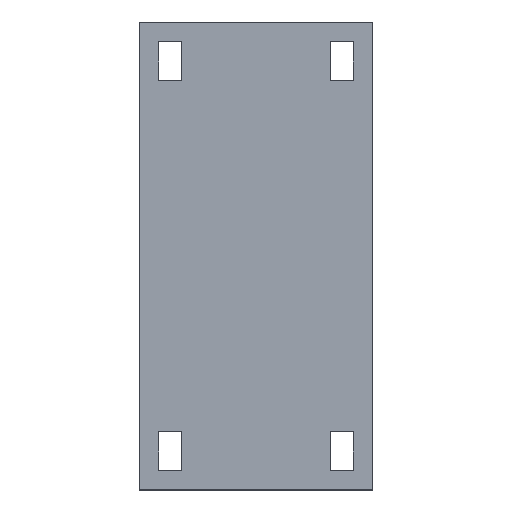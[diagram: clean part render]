
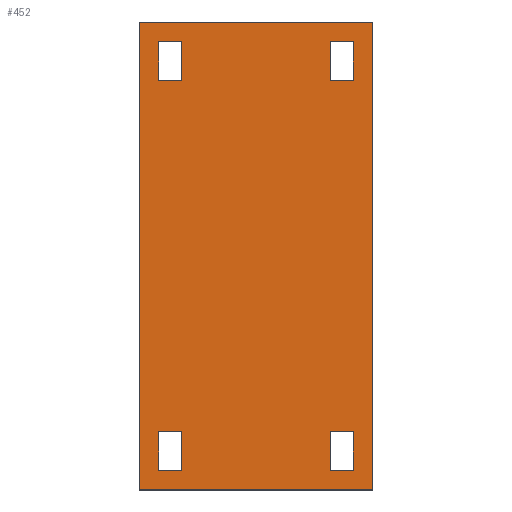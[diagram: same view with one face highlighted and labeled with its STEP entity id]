
A CAD part, top view. The second image highlights one B-rep face of the part: STEP entity #452.
In plain terms, the highlighted planar face has unit normal (0, 0, 1).
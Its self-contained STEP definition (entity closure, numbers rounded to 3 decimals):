
#308=AXIS2_PLACEMENT_3D('Plane Axis2P3D',#305,#306,#307) ;
#51=CARTESIAN_POINT('Vertex',(0.,60.,1.2)) ;
#54=CARTESIAN_POINT('Line Origine',(15.,60.,1.2)) ;
#58=CARTESIAN_POINT('Vertex',(30.,60.,1.2)) ;
#89=CARTESIAN_POINT('Vertex',(0.,0.,1.2)) ;
#92=CARTESIAN_POINT('Line Origine',(0.,30.,1.2)) ;
#120=CARTESIAN_POINT('Vertex',(30.,0.,1.2)) ;
#123=CARTESIAN_POINT('Line Origine',(15.,0.,1.2)) ;
#145=CARTESIAN_POINT('Line Origine',(30.,30.,1.2)) ;
#305=CARTESIAN_POINT('Axis2P3D Location',(15.,30.,1.2)) ;
#316=CARTESIAN_POINT('Line Origine',(4.,7.5,1.2)) ;
#320=CARTESIAN_POINT('Vertex',(5.5,7.5,1.2)) ;
#322=CARTESIAN_POINT('Vertex',(2.5,7.5,1.2)) ;
#325=CARTESIAN_POINT('Line Origine',(5.5,5.,1.2)) ;
#329=CARTESIAN_POINT('Vertex',(5.5,2.5,1.2)) ;
#332=CARTESIAN_POINT('Line Origine',(4.,2.5,1.2)) ;
#336=CARTESIAN_POINT('Vertex',(2.5,2.5,1.2)) ;
#339=CARTESIAN_POINT('Line Origine',(2.5,5.,1.2)) ;
#350=CARTESIAN_POINT('Line Origine',(24.5,5.,1.2)) ;
#354=CARTESIAN_POINT('Vertex',(24.5,7.5,1.2)) ;
#356=CARTESIAN_POINT('Vertex',(24.5,2.5,1.2)) ;
#359=CARTESIAN_POINT('Line Origine',(26.,7.5,1.2)) ;
#363=CARTESIAN_POINT('Vertex',(27.5,7.5,1.2)) ;
#366=CARTESIAN_POINT('Line Origine',(27.5,5.,1.2)) ;
#370=CARTESIAN_POINT('Vertex',(27.5,2.5,1.2)) ;
#373=CARTESIAN_POINT('Line Origine',(26.,2.5,1.2)) ;
#384=CARTESIAN_POINT('Line Origine',(5.5,55.,1.2)) ;
#388=CARTESIAN_POINT('Vertex',(5.5,52.5,1.2)) ;
#390=CARTESIAN_POINT('Vertex',(5.5,57.5,1.2)) ;
#393=CARTESIAN_POINT('Line Origine',(4.,52.5,1.2)) ;
#397=CARTESIAN_POINT('Vertex',(2.5,52.5,1.2)) ;
#400=CARTESIAN_POINT('Line Origine',(2.5,55.,1.2)) ;
#404=CARTESIAN_POINT('Vertex',(2.5,57.5,1.2)) ;
#407=CARTESIAN_POINT('Line Origine',(4.,57.5,1.2)) ;
#418=CARTESIAN_POINT('Line Origine',(26.,52.5,1.2)) ;
#422=CARTESIAN_POINT('Vertex',(24.5,52.5,1.2)) ;
#424=CARTESIAN_POINT('Vertex',(27.5,52.5,1.2)) ;
#427=CARTESIAN_POINT('Line Origine',(24.5,55.,1.2)) ;
#431=CARTESIAN_POINT('Vertex',(24.5,57.5,1.2)) ;
#434=CARTESIAN_POINT('Line Origine',(26.,57.5,1.2)) ;
#438=CARTESIAN_POINT('Vertex',(27.5,57.5,1.2)) ;
#441=CARTESIAN_POINT('Line Origine',(27.5,55.,1.2)) ;
#55=DIRECTION('Vector Direction',(-1.,0.,0.)) ;
#93=DIRECTION('Vector Direction',(0.,1.,0.)) ;
#124=DIRECTION('Vector Direction',(1.,0.,0.)) ;
#146=DIRECTION('Vector Direction',(0.,-1.,0.)) ;
#306=DIRECTION('Axis2P3D Direction',(0.,0.,1.)) ;
#307=DIRECTION('Axis2P3D XDirection',(0.,-1.,0.)) ;
#317=DIRECTION('Vector Direction',(-1.,0.,0.)) ;
#326=DIRECTION('Vector Direction',(0.,-1.,0.)) ;
#333=DIRECTION('Vector Direction',(1.,0.,0.)) ;
#340=DIRECTION('Vector Direction',(0.,1.,0.)) ;
#351=DIRECTION('Vector Direction',(0.,-1.,0.)) ;
#360=DIRECTION('Vector Direction',(1.,0.,0.)) ;
#367=DIRECTION('Vector Direction',(0.,1.,0.)) ;
#374=DIRECTION('Vector Direction',(-1.,0.,0.)) ;
#385=DIRECTION('Vector Direction',(0.,1.,0.)) ;
#394=DIRECTION('Vector Direction',(-1.,0.,0.)) ;
#401=DIRECTION('Vector Direction',(0.,-1.,0.)) ;
#408=DIRECTION('Vector Direction',(1.,0.,0.)) ;
#419=DIRECTION('Vector Direction',(1.,0.,0.)) ;
#428=DIRECTION('Vector Direction',(0.,1.,0.)) ;
#435=DIRECTION('Vector Direction',(-1.,0.,0.)) ;
#442=DIRECTION('Vector Direction',(0.,-1.,0.)) ;
#56=VECTOR('Line Direction',#55,1.) ;
#94=VECTOR('Line Direction',#93,1.) ;
#125=VECTOR('Line Direction',#124,1.) ;
#147=VECTOR('Line Direction',#146,1.) ;
#318=VECTOR('Line Direction',#317,1.) ;
#327=VECTOR('Line Direction',#326,1.) ;
#334=VECTOR('Line Direction',#333,1.) ;
#341=VECTOR('Line Direction',#340,1.) ;
#352=VECTOR('Line Direction',#351,1.) ;
#361=VECTOR('Line Direction',#360,1.) ;
#368=VECTOR('Line Direction',#367,1.) ;
#375=VECTOR('Line Direction',#374,1.) ;
#386=VECTOR('Line Direction',#385,1.) ;
#395=VECTOR('Line Direction',#394,1.) ;
#402=VECTOR('Line Direction',#401,1.) ;
#409=VECTOR('Line Direction',#408,1.) ;
#420=VECTOR('Line Direction',#419,1.) ;
#429=VECTOR('Line Direction',#428,1.) ;
#436=VECTOR('Line Direction',#435,1.) ;
#443=VECTOR('Line Direction',#442,1.) ;
#311=ORIENTED_EDGE('',*,*,#60,.T.) ;
#312=ORIENTED_EDGE('',*,*,#96,.T.) ;
#313=ORIENTED_EDGE('',*,*,#127,.T.) ;
#314=ORIENTED_EDGE('',*,*,#149,.T.) ;
#345=ORIENTED_EDGE('',*,*,#324,.F.) ;
#346=ORIENTED_EDGE('',*,*,#331,.F.) ;
#347=ORIENTED_EDGE('',*,*,#338,.F.) ;
#348=ORIENTED_EDGE('',*,*,#343,.F.) ;
#379=ORIENTED_EDGE('',*,*,#358,.F.) ;
#380=ORIENTED_EDGE('',*,*,#365,.F.) ;
#381=ORIENTED_EDGE('',*,*,#372,.F.) ;
#382=ORIENTED_EDGE('',*,*,#377,.F.) ;
#413=ORIENTED_EDGE('',*,*,#392,.F.) ;
#414=ORIENTED_EDGE('',*,*,#399,.F.) ;
#415=ORIENTED_EDGE('',*,*,#406,.F.) ;
#416=ORIENTED_EDGE('',*,*,#411,.F.) ;
#447=ORIENTED_EDGE('',*,*,#426,.F.) ;
#448=ORIENTED_EDGE('',*,*,#433,.F.) ;
#449=ORIENTED_EDGE('',*,*,#440,.F.) ;
#450=ORIENTED_EDGE('',*,*,#445,.F.) ;
#349=FACE_BOUND('',#344,.T.) ;
#383=FACE_BOUND('',#378,.T.) ;
#417=FACE_BOUND('',#412,.T.) ;
#451=FACE_BOUND('',#446,.T.) ;
#452=ADVANCED_FACE('S3D gedreht',(#315,#349,#383,#417,#451),#309,.T.) ;
#60=EDGE_CURVE('',#59,#52,#57,.T.) ;
#96=EDGE_CURVE('',#52,#90,#95,.F.) ;
#127=EDGE_CURVE('',#90,#121,#126,.T.) ;
#149=EDGE_CURVE('',#121,#59,#148,.F.) ;
#324=EDGE_CURVE('',#321,#323,#319,.T.) ;
#331=EDGE_CURVE('',#330,#321,#328,.F.) ;
#338=EDGE_CURVE('',#337,#330,#335,.T.) ;
#343=EDGE_CURVE('',#323,#337,#342,.F.) ;
#358=EDGE_CURVE('',#355,#357,#353,.T.) ;
#365=EDGE_CURVE('',#364,#355,#362,.F.) ;
#372=EDGE_CURVE('',#371,#364,#369,.T.) ;
#377=EDGE_CURVE('',#357,#371,#376,.F.) ;
#392=EDGE_CURVE('',#389,#391,#387,.T.) ;
#399=EDGE_CURVE('',#398,#389,#396,.F.) ;
#406=EDGE_CURVE('',#405,#398,#403,.T.) ;
#411=EDGE_CURVE('',#391,#405,#410,.F.) ;
#426=EDGE_CURVE('',#423,#425,#421,.T.) ;
#433=EDGE_CURVE('',#432,#423,#430,.F.) ;
#440=EDGE_CURVE('',#439,#432,#437,.T.) ;
#445=EDGE_CURVE('',#425,#439,#444,.F.) ;
#310=EDGE_LOOP('',(#311,#312,#313,#314)) ;
#344=EDGE_LOOP('',(#345,#346,#347,#348)) ;
#378=EDGE_LOOP('',(#379,#380,#381,#382)) ;
#412=EDGE_LOOP('',(#413,#414,#415,#416)) ;
#446=EDGE_LOOP('',(#447,#448,#449,#450)) ;
#315=FACE_OUTER_BOUND('',#310,.T.) ;
#57=LINE('Line',#54,#56) ;
#95=LINE('Line',#92,#94) ;
#126=LINE('Line',#123,#125) ;
#148=LINE('Line',#145,#147) ;
#319=LINE('Line',#316,#318) ;
#328=LINE('Line',#325,#327) ;
#335=LINE('Line',#332,#334) ;
#342=LINE('Line',#339,#341) ;
#353=LINE('Line',#350,#352) ;
#362=LINE('Line',#359,#361) ;
#369=LINE('Line',#366,#368) ;
#376=LINE('Line',#373,#375) ;
#387=LINE('Line',#384,#386) ;
#396=LINE('Line',#393,#395) ;
#403=LINE('Line',#400,#402) ;
#410=LINE('Line',#407,#409) ;
#421=LINE('Line',#418,#420) ;
#430=LINE('Line',#427,#429) ;
#437=LINE('Line',#434,#436) ;
#444=LINE('Line',#441,#443) ;
#309=PLANE('',#308) ;
#52=VERTEX_POINT('',#51) ;
#59=VERTEX_POINT('',#58) ;
#90=VERTEX_POINT('',#89) ;
#121=VERTEX_POINT('',#120) ;
#321=VERTEX_POINT('',#320) ;
#323=VERTEX_POINT('',#322) ;
#330=VERTEX_POINT('',#329) ;
#337=VERTEX_POINT('',#336) ;
#355=VERTEX_POINT('',#354) ;
#357=VERTEX_POINT('',#356) ;
#364=VERTEX_POINT('',#363) ;
#371=VERTEX_POINT('',#370) ;
#389=VERTEX_POINT('',#388) ;
#391=VERTEX_POINT('',#390) ;
#398=VERTEX_POINT('',#397) ;
#405=VERTEX_POINT('',#404) ;
#423=VERTEX_POINT('',#422) ;
#425=VERTEX_POINT('',#424) ;
#432=VERTEX_POINT('',#431) ;
#439=VERTEX_POINT('',#438) ;
